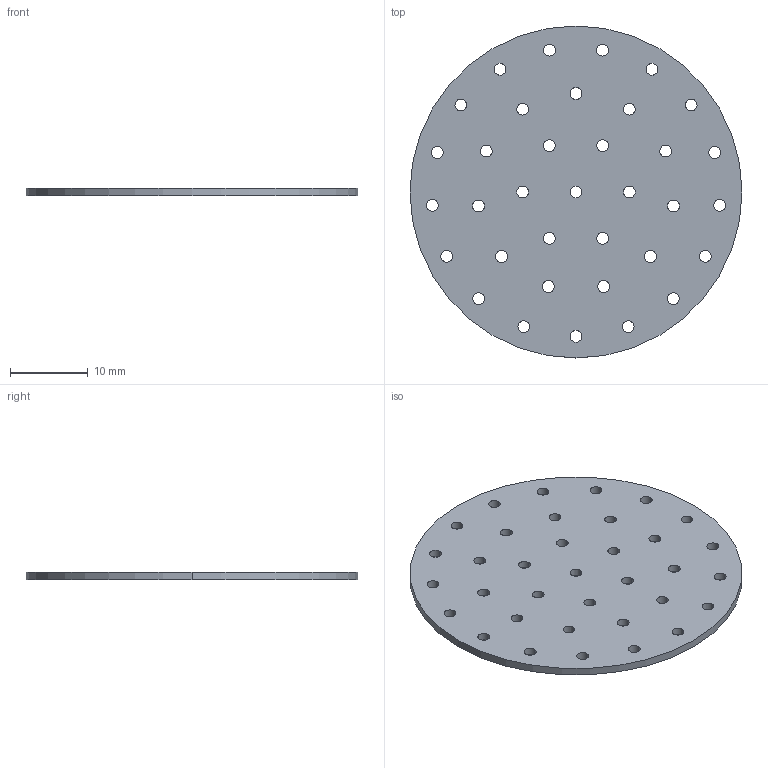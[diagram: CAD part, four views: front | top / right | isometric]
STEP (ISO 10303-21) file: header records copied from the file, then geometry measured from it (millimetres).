
FILE_DESCRIPTION (( 'STEP AP203' ), '1' );
FILE_NAME ('A1384-1-C.STEP', '2013-11-12T13:54:31', ( '' ), ( '' ), 'SwSTEP 2.0', 'SolidWorks 2012', '' );
FILE_SCHEMA (( 'CONFIG_CONTROL_DESIGN' ));
Length unit declared in the file: inch
Products named in the file (1): A1384-1-C
Bounding box: 42.8 x 42.8 x 1.02 mm (x, y, z)
Volume: 1396.8 mm3; surface area: 3056.5 mm2
Topology: 1 solids, 1 shells, 74 faces, 216 edges, 144 vertices
Faces by surface type: cylinder 72, plane 2
Entity records: 2763 total; most frequent: DIRECTION 510, CARTESIAN_POINT 435, ORIENTED_EDGE 432, AXIS2_PLACEMENT_3D 219, EDGE_CURVE 216, VERTEX_POINT 144, EDGE_LOOP 144, CIRCLE 144
